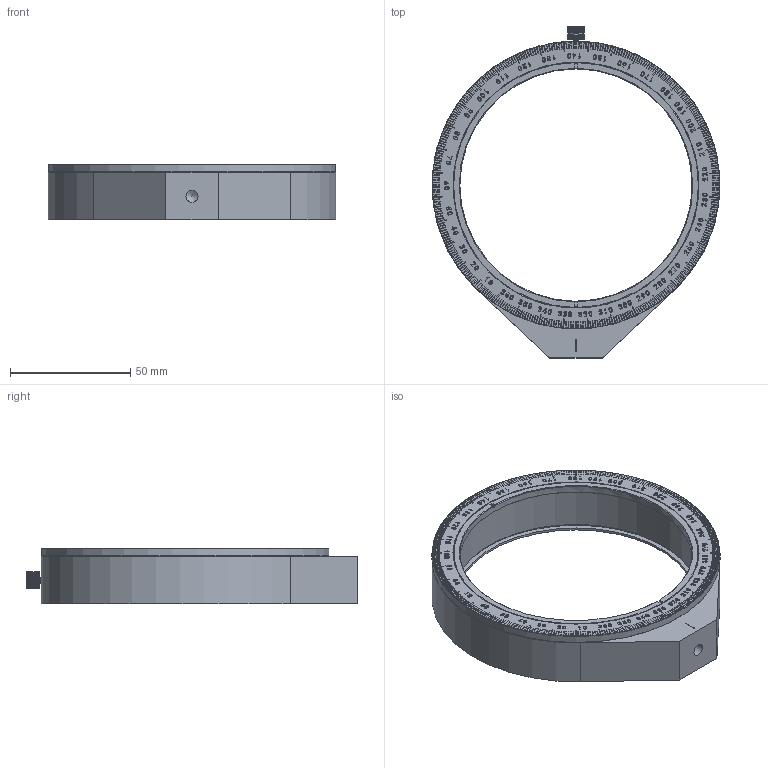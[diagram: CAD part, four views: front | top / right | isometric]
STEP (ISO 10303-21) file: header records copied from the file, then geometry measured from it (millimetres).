
FILE_DESCRIPTION (( 'STEP AP203' ), '1' );
FILE_NAME ('522305.STEP', '2024-06-24T02:41:20', ( 'Windows User' ), ( 'P R C' ), 'SwSTEP 2.0', 'SolidWorks 2020', '' );
FILE_SCHEMA (( 'CONFIG_CONTROL_DESIGN' ));
Length unit declared in the file: millimetre
Products named in the file (1): 522305
Bounding box: 119.92 x 138.3 x 23.3 mm (x, y, z)
Volume: 85273.2 mm3; surface area: 47838.5 mm2
Topology: 4 solids, 4 shells, 2404 faces, 6707 edges, 4470 vertices
Faces by surface type: plane 1991, bspline 333, cylinder 67, cone 13
Full cylindrical faces by diameter (mm): 2.05 x1, 2.1 x1, 2.5 x1, 5 x1, 96.8 x1, 99.2 x1, 101.6 x1, 102.489 x1, 103.2 x1, 106.6 x2, 108.2 x2, 120 x1
Entity records: 119746 total; most frequent: CARTESIAN_POINT 61043, ORIENTED_EDGE 13350, DIRECTION 10200, EDGE_CURVE 6675, VERTEX_POINT 4461, VECTOR 4318, LINE 4318, AXIS2_PLACEMENT_3D 2941
